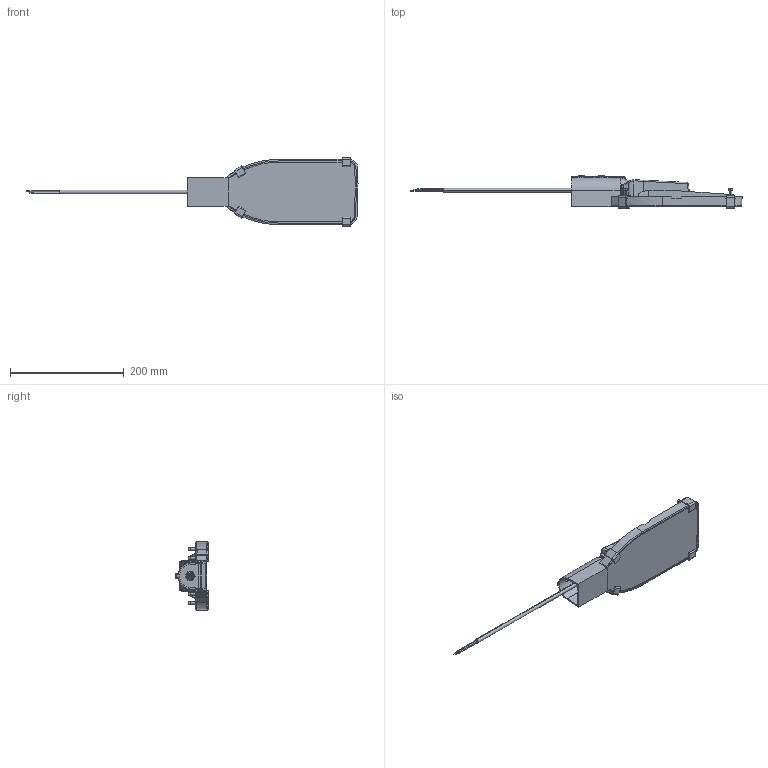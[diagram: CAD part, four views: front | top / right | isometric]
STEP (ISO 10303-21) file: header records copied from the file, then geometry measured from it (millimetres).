
FILE_DESCRIPTION (( 'STEP AP214' ), '1' );
FILE_NAME ('LDKU0-1002-030-5000-K03 Ñâåòèëüíèê LED ÄÊÓ 1002-30Ä 5000Ê IP65 ñåðûé IEK.STEP', '2019-03-21T09:14:19', ( '' ), ( '' ), 'SwSTEP 2.0', 'SolidWorks 2017', '' );
FILE_SCHEMA (( 'AUTOMOTIVE_DESIGN' ));
Length unit declared in the file: millimetre
Products named in the file (1): LDKU0-1002-030-5000-K03 Ñâåòèëüíèê LED ÄÊÓ 1002-30Ä 5000Ê IP65 ñåðûé IEK
Bounding box: 583.56 x 57 x 120 mm (x, y, z)
Volume: 549890.8 mm3; surface area: 144720.9 mm2
Topology: 18 solids, 18 shells, 610 faces, 1516 edges, 972 vertices
Faces by surface type: plane 274, cylinder 192, bspline 73, cone 44, torus 22, sphere 5
Entity records: 20788 total; most frequent: CARTESIAN_POINT 6365, ORIENTED_EDGE 3032, DIRECTION 2896, EDGE_CURVE 1516, AXIS2_PLACEMENT_3D 1067, VERTEX_POINT 972, VECTOR 762, LINE 762
